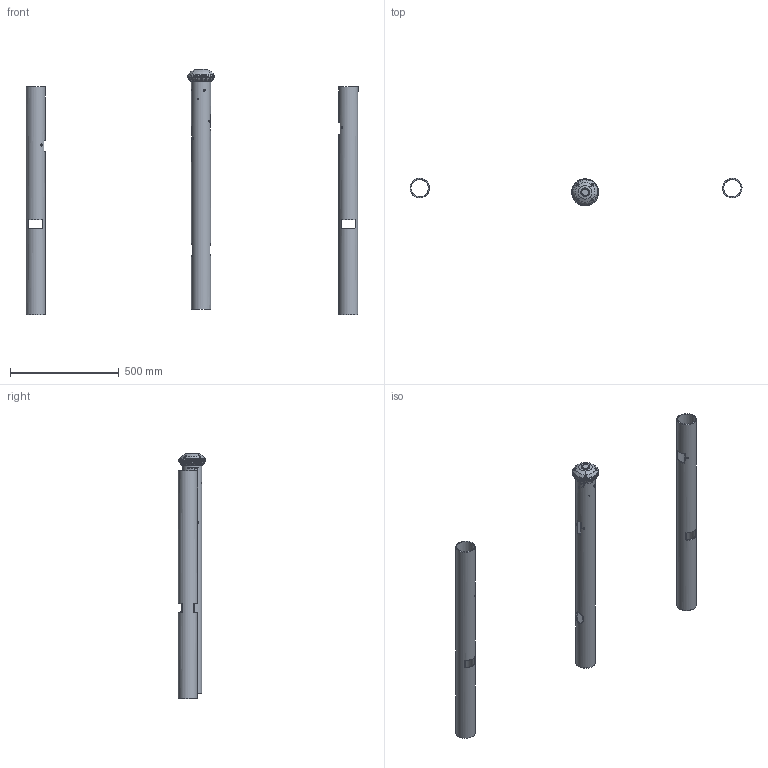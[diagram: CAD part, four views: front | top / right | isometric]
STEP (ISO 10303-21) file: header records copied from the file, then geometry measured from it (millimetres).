
FILE_DESCRIPTION(/* description */ (''),/* implementation_level */ '2;1');
FILE_NAME(/* name */ 'FinishLine.step',/* time_stamp */ '2022-03-18T09:54:14+01:00',/* author */ (''),/* organization */ (''),/* preprocessor_version */ 'ST-DEVELOPER v18.1',/* originating_system */ 'Autodesk Translation Framework v10.13.0.1454',/* authorisation */ '');
FILE_SCHEMA (('AUTOMOTIVE_DESIGN { 1 0 10303 214 3 1 1 }'));
Products named in the file (8): Finish_Line; Finish Line w/ sensor; Pole - 700MM v3 v1; Pillar w/high_reflector; Pole - 700MM v3 v1_1; Pillar w/low_reflector; Pole - 700MM v3 v1_2; PlayAlive SAT simplified v2
Assembly tree (7 placements, depth 3):
  Finish_Line
    Finish Line w/ sensor
      Pole - 700MM v3 v1
    Pillar w/high_reflector
      Pole - 700MM v3 v1_1
    Pillar w/low_reflector
      Pole - 700MM v3 v1_2
    PlayAlive SAT simplified v2
Bounding box: 1528.9 x 126.38 x 1132.11 mm (x, y, z)
Volume: 3433237.7 mm3; surface area: 1766030.2 mm2
Topology: 11 solids, 11 shells, 2401 faces, 6134 edges, 3741 vertices
Faces by surface type: bspline 1140, plane 490, cylinder 352, cone 181, torus 156, sphere 82
Full cylindrical faces by diameter (mm): 2.5 x11, 3 x4, 3.2 x11, 3.3 x7, 3.5 x2, 4.7 x6, 5 x8, 5.3 x3, 5.5 x8, 5.7 x6, 6 x6, 6.2 x7, 11 x2, 15.5 x1, 16.5 x1, 18 x1, 18.2 x1, 22.2 x1, 39.8 x1, 80.9 x3, 88.9 x3
Entity records: 193156 total; most frequent: CARTESIAN_POINT 142395, ORIENTED_EDGE 12188, DIRECTION 8634, EDGE_CURVE 6094, VERTEX_POINT 3741, AXIS2_PLACEMENT_3D 3635, EDGE_LOOP 2553, FACE_OUTER_BOUND 2401
